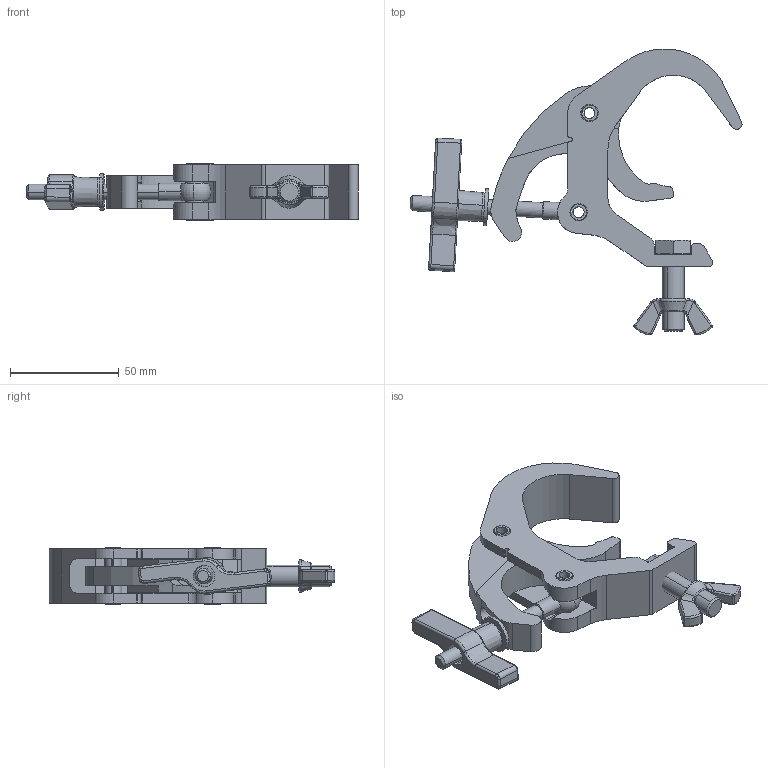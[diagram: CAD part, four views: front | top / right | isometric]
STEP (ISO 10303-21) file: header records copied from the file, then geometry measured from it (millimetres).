
FILE_DESCRIPTION (( 'STEP AP203' ), '1' );
FILE_NAME ('IP58650_3D.STEP', '2025-03-31T12:46:43', ( '' ), ( '' ), 'SwSTEP 2.0', 'SolidWorks 2022', '' );
FILE_SCHEMA (( 'CONFIG_CONTROL_DESIGN' ));
Length unit declared in the file: millimetre
Products named in the file (12): F2235_F2235; TH5118; TH5116; TH5117; TH2059_TH2059; plain washer form a_2_doughty fastners - stainless_Bright washer BS 4320 - M8 (Form A); IP58650_3D; Spring Pin Slotted_HD_Doughty Fastners_Spring Pin ISO 8752 - 8 x 26St; hex screw gradec_1_doughty fastners - stainless_BS EN 24018 - M10 x 35-WN; TH2058; S3839; TH5120
Assembly tree (12 placements, depth 3):
  IP58650_3D
    TH5116
      TH2058
    TH5117
      TH2059_TH2059
    TH5118
    plain washer form a_2_doughty fastners - stainless_Bright washer BS 4320 - M8 (Form A)
    S3839
    hex screw gradec_1_doughty fastners - stainless_BS EN 24018 - M10 x 35-WN
    F2235_F2235
    TH5120
    Spring Pin Slotted_HD_Doughty Fastners_Spring Pin ISO 8752 - 8 x 26St  x2
Bounding box: 152.74 x 131.54 x 26 mm (x, y, z)
Volume: 82776.2 mm3; surface area: 39934.2 mm2
Topology: 10 solids, 10 shells, 422 faces, 1061 edges, 644 vertices
Faces by surface type: cylinder 155, plane 110, bspline 73, cone 61, torus 15, sphere 8
Entity records: 16218 total; most frequent: CARTESIAN_POINT 5417, ORIENTED_EDGE 2052, DIRECTION 1957, EDGE_CURVE 1026, AXIS2_PLACEMENT_3D 772, VERTEX_POINT 630, EDGE_LOOP 438, CIRCLE 415
